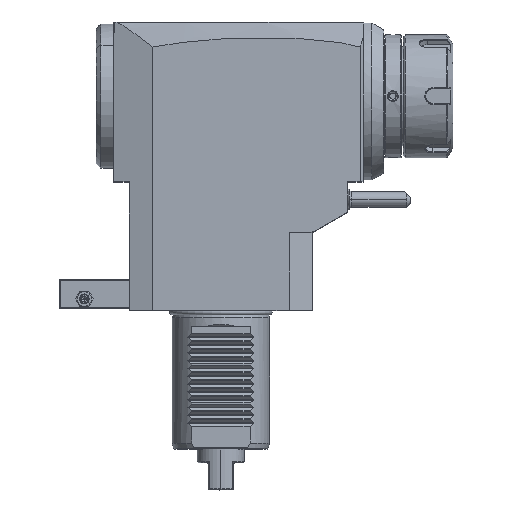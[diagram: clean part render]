
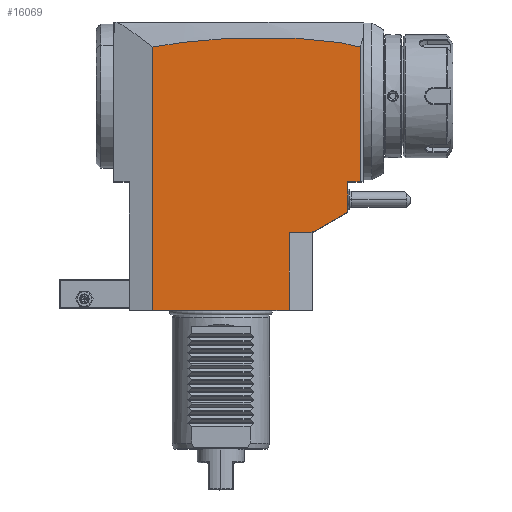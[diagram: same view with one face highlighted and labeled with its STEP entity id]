
A CAD part, top view. The second image highlights one B-rep face of the part: STEP entity #16069.
In plain terms, the highlighted planar face has unit normal (0, 0, 1).
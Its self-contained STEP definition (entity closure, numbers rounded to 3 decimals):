
#9=DIRECTION('',(-1.,0.,0.));
#10=VECTOR('',#9,70.);
#11=CARTESIAN_POINT('',(35.,0.,44.));
#12=LINE('',#11,#10);
#4742=DIRECTION('',(1.,0.,0.));
#4743=VECTOR('',#4742,11.);
#4744=CARTESIAN_POINT('',(35.,40.,44.));
#4745=LINE('',#4744,#4743);
#4758=DIRECTION('',(0.,1.,0.));
#4759=VECTOR('',#4758,40.);
#4760=CARTESIAN_POINT('',(35.,0.,44.));
#4761=LINE('',#4760,#4759);
#4790=DIRECTION('',(0.,-1.,0.));
#4791=VECTOR('',#4790,15.608);
#4792=CARTESIAN_POINT('',(65.,66.,44.));
#4793=LINE('',#4792,#4791);
#4794=DIRECTION('',(-0.866,-0.5,0.));
#4795=VECTOR('',#4794,20.785);
#4796=CARTESIAN_POINT('',(65.,50.392,44.));
#4797=LINE('',#4796,#4795);
#4798=DIRECTION('',(0.,1.,0.));
#4799=VECTOR('',#4798,0.577);
#4800=CARTESIAN_POINT('',(47.,40.,44.));
#4801=LINE('',#4800,#4799);
#4802=DIRECTION('',(0.866,0.5,0.));
#4803=VECTOR('',#4802,1.155);
#4804=CARTESIAN_POINT('',(46.,40.,44.));
#4805=LINE('',#4804,#4803);
#4806=DIRECTION('',(0.,1.,0.));
#4807=VECTOR('',#4806,135.17);
#4808=CARTESIAN_POINT('',(-35.,0.,44.));
#4809=LINE('',#4808,#4807);
#4810=CARTESIAN_POINT('',(71.5,135.054,44.));
#4811=CARTESIAN_POINT('',(71.18,135.166,44.));
#4812=CARTESIAN_POINT('',(70.509,135.39,44.));
#4813=CARTESIAN_POINT('',(69.397,135.724,44.));
#4814=CARTESIAN_POINT('',(68.211,136.047,44.));
#4815=CARTESIAN_POINT('',(66.971,136.354,44.));
#4816=CARTESIAN_POINT('',(65.708,136.64,44.));
#4817=CARTESIAN_POINT('',(64.374,136.918,44.));
#4818=CARTESIAN_POINT('',(62.911,137.197,44.));
#4819=CARTESIAN_POINT('',(61.261,137.484,44.));
#4820=CARTESIAN_POINT('',(59.372,137.782,44.));
#4821=CARTESIAN_POINT('',(57.232,138.085,44.));
#4822=CARTESIAN_POINT('',(54.828,138.387,44.));
#4823=CARTESIAN_POINT('',(52.129,138.684,44.));
#4824=CARTESIAN_POINT('',(49.053,138.976,44.));
#4825=CARTESIAN_POINT('',(45.528,139.255,44.));
#4826=CARTESIAN_POINT('',(41.549,139.509,44.));
#4827=CARTESIAN_POINT('',(37.123,139.723,44.));
#4828=CARTESIAN_POINT('',(32.423,139.878,44.));
#4829=CARTESIAN_POINT('',(27.572,139.968,44.));
#4830=CARTESIAN_POINT('',(22.564,139.991,44.));
#4831=CARTESIAN_POINT('',(17.441,139.945,44.));
#4832=CARTESIAN_POINT('',(12.279,139.829,44.));
#4833=CARTESIAN_POINT('',(7.106,139.645,44.));
#4834=CARTESIAN_POINT('',(1.893,139.391,44.));
#4835=CARTESIAN_POINT('',(-3.258,139.068,44.));
#4836=CARTESIAN_POINT('',(-8.115,138.697,44.));
#4837=CARTESIAN_POINT('',(-12.527,138.3,44.));
#4838=CARTESIAN_POINT('',(-16.624,137.878,44.));
#4839=CARTESIAN_POINT('',(-20.51,137.427,44.));
#4840=CARTESIAN_POINT('',(-24.294,136.933,44.));
#4841=CARTESIAN_POINT('',(-27.974,136.396,44.));
#4842=CARTESIAN_POINT('',(-31.55,135.812,44.));
#4843=CARTESIAN_POINT('',(-33.862,135.39,44.));
#4844=CARTESIAN_POINT('',(-35.,135.17,44.));
#4846=DIRECTION('',(0.,-1.,0.));
#4847=VECTOR('',#4846,69.054);
#4848=CARTESIAN_POINT('',(71.5,135.054,44.));
#4849=LINE('',#4848,#4847);
#4850=DIRECTION('',(1.,0.,0.));
#4851=VECTOR('',#4850,6.5);
#4852=CARTESIAN_POINT('',(65.,66.,44.));
#4853=LINE('',#4852,#4851);
#11341=VERTEX_POINT('',#4810);
#11342=VERTEX_POINT('',#4844);
#11354=CARTESIAN_POINT('',(71.5,66.,44.));
#11355=VERTEX_POINT('',#11354);
#11374=CARTESIAN_POINT('',(35.,40.,44.));
#11375=CARTESIAN_POINT('',(46.,40.,44.));
#11376=VERTEX_POINT('',#11374);
#11377=VERTEX_POINT('',#11375);
#11710=CARTESIAN_POINT('',(35.,0.,44.));
#11711=CARTESIAN_POINT('',(-35.,0.,44.));
#11712=VERTEX_POINT('',#11710);
#11713=VERTEX_POINT('',#11711);
#11724=CARTESIAN_POINT('',(65.,50.392,44.));
#11725=CARTESIAN_POINT('',(47.,40.,44.));
#11726=VERTEX_POINT('',#11724);
#11727=VERTEX_POINT('',#11725);
#11784=CARTESIAN_POINT('',(47.,40.577,44.));
#11786=VERTEX_POINT('',#11784);
#11854=CARTESIAN_POINT('',(65.,66.,44.));
#11855=VERTEX_POINT('',#11854);
#16047=CARTESIAN_POINT('',(-53.475,40.,44.));
#16048=DIRECTION('',(0.,0.,1.));
#16049=DIRECTION('',(1.,0.,0.));
#16050=AXIS2_PLACEMENT_3D('',#16047,#16048,#16049);
#16051=PLANE('',#16050);
#16053=ORIENTED_EDGE('',*,*,#16052,.F.);
#16055=ORIENTED_EDGE('',*,*,#16054,.T.);
#16056=ORIENTED_EDGE('',*,*,#15967,.T.);
#16058=ORIENTED_EDGE('',*,*,#16057,.T.);
#16060=ORIENTED_EDGE('',*,*,#16059,.F.);
#16061=ORIENTED_EDGE('',*,*,#15987,.F.);
#16062=ORIENTED_EDGE('',*,*,#16004,.F.);
#16063=ORIENTED_EDGE('',*,*,#11873,.T.);
#16064=ORIENTED_EDGE('',*,*,#12033,.T.);
#16065=ORIENTED_EDGE('',*,*,#12493,.F.);
#16066=ORIENTED_EDGE('',*,*,#12510,.T.);
#16067=EDGE_LOOP('',(#16053,#16055,#16056,#16058,#16060,#16061,#16062,#16063,
#16064,#16065,#16066));
#16068=FACE_OUTER_BOUND('',#16067,.F.);
#4845=B_SPLINE_CURVE_WITH_KNOTS('',3,(#4810,#4811,#4812,#4813,#4814,#4815,#4816,
#4817,#4818,#4819,#4820,#4821,#4822,#4823,#4824,#4825,#4826,#4827,#4828,#4829,
#4830,#4831,#4832,#4833,#4834,#4835,#4836,#4837,#4838,#4839,#4840,#4841,#4842,
#4843,#4844),.UNSPECIFIED.,.F.,.F.,(4,1,1,1,1,1,1,1,1,1,1,1,1,1,1,1,1,1,1,1,1,1,
1,1,1,1,1,1,1,1,1,1,4),(0.,0.031,0.063,0.094,0.125,0.156,
0.188,0.219,0.25,0.281,0.313,0.344,0.375,0.406,
0.438,0.469,0.5,0.531,0.563,0.594,0.625,0.656,
0.688,0.719,0.75,0.781,0.813,0.844,0.875,0.906,
0.938,0.969,1.),.UNSPECIFIED.);
#11873=EDGE_CURVE('',#11712,#11713,#12,.T.);
#12033=EDGE_CURVE('',#11713,#11342,#4809,.T.);
#12493=EDGE_CURVE('',#11341,#11342,#4845,.T.);
#12510=EDGE_CURVE('',#11341,#11355,#4849,.T.);
#15967=EDGE_CURVE('',#11726,#11727,#4797,.T.);
#15987=EDGE_CURVE('',#11376,#11377,#4745,.T.);
#16004=EDGE_CURVE('',#11712,#11376,#4761,.T.);
#16052=EDGE_CURVE('',#11855,#11355,#4853,.T.);
#16054=EDGE_CURVE('',#11855,#11726,#4793,.T.);
#16057=EDGE_CURVE('',#11727,#11786,#4801,.T.);
#16059=EDGE_CURVE('',#11377,#11786,#4805,.T.);
#16069=ADVANCED_FACE('',(#16068),#16051,.T.);
